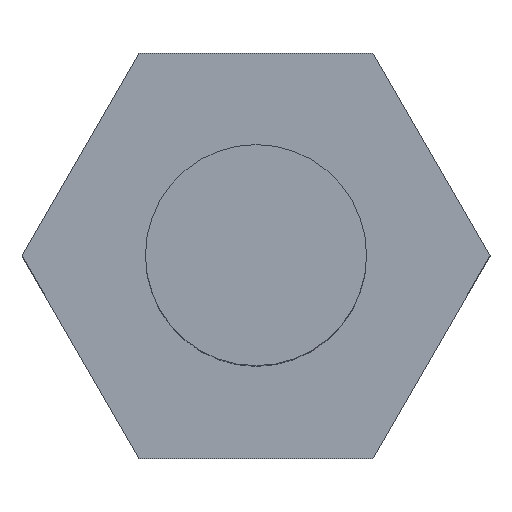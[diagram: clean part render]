
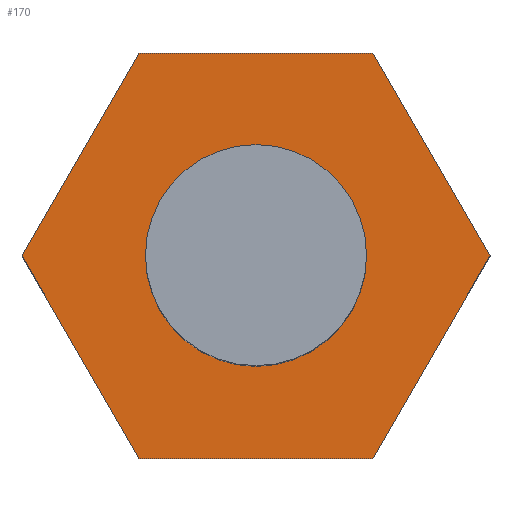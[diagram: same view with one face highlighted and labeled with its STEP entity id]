
A CAD part, top view. The second image highlights one B-rep face of the part: STEP entity #170.
In plain terms, the highlighted planar face has unit normal (0, 0, 1).
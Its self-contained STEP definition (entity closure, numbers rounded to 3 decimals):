
#17=LINE('',#243,#35);
#20=LINE('',#249,#38);
#23=LINE('',#255,#41);
#26=LINE('',#261,#44);
#29=LINE('',#267,#47);
#32=LINE('',#271,#50);
#35=VECTOR('',#199,3.175);
#38=VECTOR('',#204,3.175);
#41=VECTOR('',#209,3.175);
#44=VECTOR('',#214,3.175);
#47=VECTOR('',#219,3.175);
#50=VECTOR('',#224,3.175);
#59=PLANE('',#184);
#61=FACE_BOUND('',#83,.T.);
#71=FACE_OUTER_BOUND('',#82,.T.);
#82=EDGE_LOOP('',(#153,#154,#155,#156,#157,#158));
#83=EDGE_LOOP('',(#159));
#85=CIRCLE('',#175,1.5);
#87=VERTEX_POINT('',#233);
#90=VERTEX_POINT('',#240);
#91=VERTEX_POINT('',#242);
#93=VERTEX_POINT('',#248);
#95=VERTEX_POINT('',#254);
#97=VERTEX_POINT('',#260);
#99=VERTEX_POINT('',#266);
#101=EDGE_CURVE('',#87,#87,#85,.T.);
#104=EDGE_CURVE('',#91,#90,#17,.T.);
#107=EDGE_CURVE('',#93,#91,#20,.T.);
#110=EDGE_CURVE('',#95,#93,#23,.T.);
#113=EDGE_CURVE('',#97,#95,#26,.T.);
#116=EDGE_CURVE('',#99,#97,#29,.T.);
#119=EDGE_CURVE('',#90,#99,#32,.T.);
#153=ORIENTED_EDGE('',*,*,#119,.T.);
#154=ORIENTED_EDGE('',*,*,#116,.T.);
#155=ORIENTED_EDGE('',*,*,#113,.T.);
#156=ORIENTED_EDGE('',*,*,#110,.T.);
#157=ORIENTED_EDGE('',*,*,#107,.T.);
#158=ORIENTED_EDGE('',*,*,#104,.T.);
#159=ORIENTED_EDGE('',*,*,#101,.T.);
#170=ADVANCED_FACE('',(#71,#61),#59,.T.);
#175=AXIS2_PLACEMENT_3D('',#234,#191,#192);
#184=AXIS2_PLACEMENT_3D('',#273,#227,#228);
#191=DIRECTION('center_axis',(0.,0.,-1.));
#192=DIRECTION('ref_axis',(-1.,0.,0.));
#199=DIRECTION('',(-0.5,0.866,0.));
#204=DIRECTION('',(0.5,0.866,0.));
#209=DIRECTION('',(1.,0.,0.));
#214=DIRECTION('',(0.5,-0.866,0.));
#219=DIRECTION('',(-0.5,-0.866,0.));
#224=DIRECTION('',(-1.,0.,0.));
#227=DIRECTION('center_axis',(0.,0.,1.));
#228=DIRECTION('ref_axis',(1.,0.,0.));
#233=CARTESIAN_POINT('',(1.5,0.,2.));
#234=CARTESIAN_POINT('Origin',(0.,0.,2.));
#240=CARTESIAN_POINT('',(1.588,2.75,2.));
#242=CARTESIAN_POINT('',(3.175,0.,2.));
#243=CARTESIAN_POINT('',(1.588,2.75,2.));
#248=CARTESIAN_POINT('',(1.588,-2.75,2.));
#249=CARTESIAN_POINT('',(3.175,0.,2.));
#254=CARTESIAN_POINT('',(-1.588,-2.75,2.));
#255=CARTESIAN_POINT('',(1.588,-2.75,2.));
#260=CARTESIAN_POINT('',(-3.175,0.,2.));
#261=CARTESIAN_POINT('',(-1.588,-2.75,2.));
#266=CARTESIAN_POINT('',(-1.588,2.75,2.));
#267=CARTESIAN_POINT('',(-3.175,0.,2.));
#271=CARTESIAN_POINT('',(-1.588,2.75,2.));
#273=CARTESIAN_POINT('Origin',(0.,0.,
2.));
